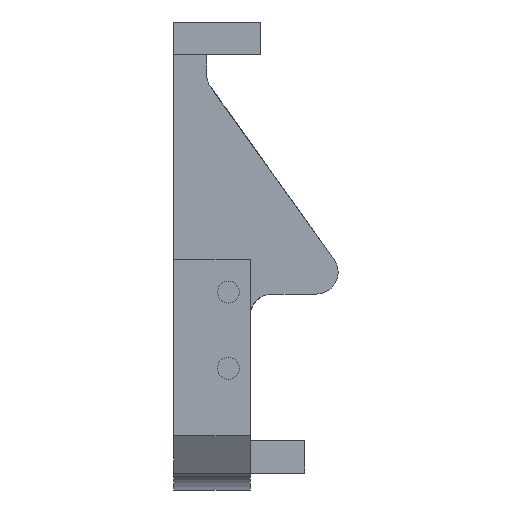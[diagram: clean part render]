
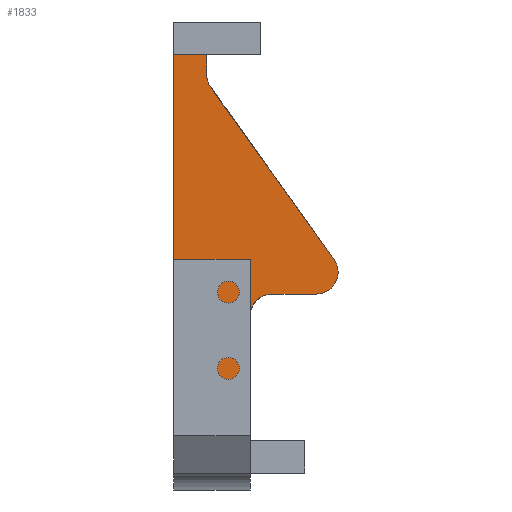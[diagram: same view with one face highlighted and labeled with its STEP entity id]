
A CAD part, left-side view. The second image highlights one B-rep face of the part: STEP entity #1833.
In plain terms, the highlighted planar face has unit normal (-1, 0, 0).
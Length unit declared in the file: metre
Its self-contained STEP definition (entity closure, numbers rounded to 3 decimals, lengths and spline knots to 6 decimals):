
#70=CIRCLE('',#1942,0.002);
#71=CIRCLE('',#1943,0.002);
#72=CIRCLE('',#1944,0.002);
#128=ORIENTED_EDGE('',*,*,#652,.F.);
#129=ORIENTED_EDGE('',*,*,#653,.T.);
#130=ORIENTED_EDGE('',*,*,#654,.T.);
#131=ORIENTED_EDGE('',*,*,#655,.F.);
#132=ORIENTED_EDGE('',*,*,#656,.T.);
#133=ORIENTED_EDGE('',*,*,#657,.F.);
#134=ORIENTED_EDGE('',*,*,#658,.T.);
#135=ORIENTED_EDGE('',*,*,#659,.T.);
#136=ORIENTED_EDGE('',*,*,#660,.T.);
#137=ORIENTED_EDGE('',*,*,#661,.F.);
#652=EDGE_CURVE('',#914,#915,#1100,.T.);
#653=EDGE_CURVE('',#914,#916,#1101,.T.);
#654=EDGE_CURVE('',#916,#917,#70,.T.);
#655=EDGE_CURVE('',#918,#917,#1102,.T.);
#656=EDGE_CURVE('',#918,#919,#71,.F.);
#657=EDGE_CURVE('',#920,#919,#1103,.T.);
#658=EDGE_CURVE('',#920,#921,#72,.T.);
#659=EDGE_CURVE('',#921,#922,#1104,.T.);
#660=EDGE_CURVE('',#922,#923,#1105,.T.);
#661=EDGE_CURVE('',#915,#923,#1106,.T.);
#914=VERTEX_POINT('',#2649);
#915=VERTEX_POINT('',#2650);
#916=VERTEX_POINT('',#2652);
#917=VERTEX_POINT('',#2654);
#918=VERTEX_POINT('',#2656);
#919=VERTEX_POINT('',#2658);
#920=VERTEX_POINT('',#2660);
#921=VERTEX_POINT('',#2662);
#922=VERTEX_POINT('',#2664);
#923=VERTEX_POINT('',#2666);
#1100=LINE('',#2648,#1284);
#1101=LINE('',#2651,#1285);
#1102=LINE('',#2655,#1286);
#1103=LINE('',#2659,#1287);
#1104=LINE('',#2663,#1288);
#1105=LINE('',#2665,#1289);
#1106=LINE('',#2667,#1290);
#1284=VECTOR('',#2118,1.);
#1285=VECTOR('',#2119,1.);
#1286=VECTOR('',#2122,1.);
#1287=VECTOR('',#2125,1.);
#1288=VECTOR('',#2128,1.);
#1289=VECTOR('',#2129,1.);
#1290=VECTOR('',#2130,1.);
#1468=EDGE_LOOP('',(#128,#129,#130,#131,#132,#133,#134,#135,#136,#137));
#1622=FACE_BOUND('',#1468,.T.);
#1776=PLANE('',#1941);
#1833=ADVANCED_FACE('',(#1622),#1776,.F.);
#1941=AXIS2_PLACEMENT_3D('',#2647,#2116,#2117);
#1942=AXIS2_PLACEMENT_3D('',#2653,#2120,#2121);
#1943=AXIS2_PLACEMENT_3D('',#2657,#2123,#2124);
#1944=AXIS2_PLACEMENT_3D('',#2661,#2126,#2127);
#2116=DIRECTION('',(1.,0.,0.));
#2117=DIRECTION('',(0.,0.,-1.));
#2118=DIRECTION('',(0.,1.,0.));
#2119=DIRECTION('',(0.,0.,1.));
#2120=DIRECTION('',(1.,0.,0.));
#2121=DIRECTION('',(0.,0.,-1.));
#2122=DIRECTION('',(0.,1.,0.));
#2123=DIRECTION('',(1.,0.,0.));
#2124=DIRECTION('',(0.,0.,-1.));
#2125=DIRECTION('',(0.,-0.582,-0.813));
#2126=DIRECTION('',(1.,0.,0.));
#2127=DIRECTION('',(0.,0.,-1.));
#2128=DIRECTION('',(0.,0.,1.));
#2129=DIRECTION('',(0.,1.,0.));
#2130=DIRECTION('',(0.,0.,1.));
#2647=CARTESIAN_POINT('',(-0.0155,0.077801,-0.016));
#2648=CARTESIAN_POINT('',(-0.0155,0.077801,-0.027449));
#2649=CARTESIAN_POINT('',(-0.0155,0.072301,-0.027449));
#2650=CARTESIAN_POINT('',(-0.0155,0.079301,-0.027449));
#2651=CARTESIAN_POINT('',(-0.0155,0.072301,-0.025));
#2652=CARTESIAN_POINT('',(-0.0155,0.072301,-0.018));
#2653=CARTESIAN_POINT('',(-0.0155,0.070301,-0.018));
#2654=CARTESIAN_POINT('',(-0.0155,0.070301,-0.016));
#2655=CARTESIAN_POINT('',(-0.0155,0.077801,-0.016));
#2656=CARTESIAN_POINT('',(-0.0155,0.066211,-0.016));
#2657=CARTESIAN_POINT('',(-0.0155,0.066211,-0.014));
#2658=CARTESIAN_POINT('',(-0.0155,0.064584,-0.012837));
#2659=CARTESIAN_POINT('',(-0.0155,0.069312,-0.006224));
#2660=CARTESIAN_POINT('',(-0.0155,0.075928,0.00303));
#2661=CARTESIAN_POINT('',(-0.0155,0.074301,0.004193));
#2662=CARTESIAN_POINT('',(-0.0155,0.076301,0.004193));
#2663=CARTESIAN_POINT('',(-0.0155,0.076301,-0.016));
#2664=CARTESIAN_POINT('',(-0.0155,0.076301,0.006));
#2665=CARTESIAN_POINT('',(-0.0155,0.077801,0.006));
#2666=CARTESIAN_POINT('',(-0.0155,0.079301,0.006));
#2667=CARTESIAN_POINT('',(-0.0155,0.079301,-0.016));
